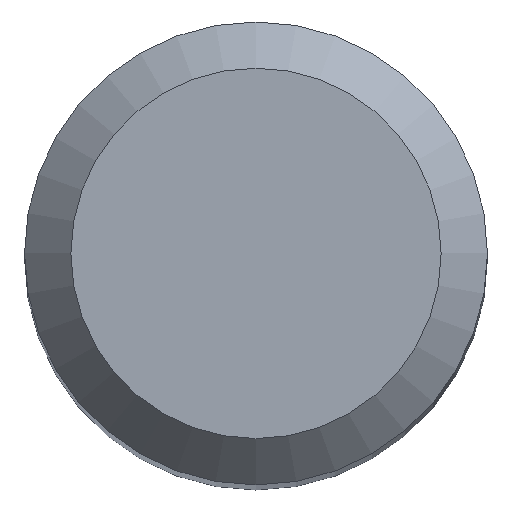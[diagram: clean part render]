
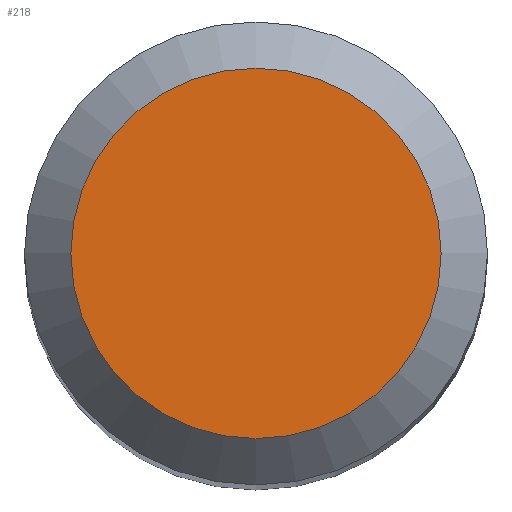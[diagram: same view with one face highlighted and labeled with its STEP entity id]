
A CAD part, top view. The second image highlights one B-rep face of the part: STEP entity #218.
In plain terms, the highlighted planar face has unit normal (0, 0, 1).
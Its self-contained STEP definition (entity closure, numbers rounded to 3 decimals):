
#1 = PLANE ( 'NONE',  #119 ) ;
#16 = CIRCLE ( 'NONE', #213, 3.2 ) ;
#20 = DIRECTION ( 'NONE',  ( 0., 0., -1. ) ) ;
#23 = VERTEX_POINT ( 'NONE', #162 ) ;
#59 = DIRECTION ( 'NONE',  ( 0., 1., 0. ) ) ;
#97 = DIRECTION ( 'NONE',  ( 0., 0., -1. ) ) ;
#99 = FACE_OUTER_BOUND ( 'NONE', #113, .T. ) ;
#112 = EDGE_CURVE ( 'NONE', #23, #23, #16, .T. ) ;
#113 = EDGE_LOOP ( 'NONE', ( #256 ) ) ;
#119 = AXIS2_PLACEMENT_3D ( 'NONE', #135, #20, #59 ) ;
#135 = CARTESIAN_POINT ( 'NONE',  ( 0., 0., 102. ) ) ;
#162 = CARTESIAN_POINT ( 'NONE',  ( 0., 3.2, 102. ) ) ;
#182 = DIRECTION ( 'NONE',  ( 0., 1., 0. ) ) ;
#213 = AXIS2_PLACEMENT_3D ( 'NONE', #221, #97, #182 ) ;
#218 = ADVANCED_FACE ( 'NONE', ( #99 ), #1, .F. ) ;
#221 = CARTESIAN_POINT ( 'NONE',  ( 0., 0., 102. ) ) ;
#256 = ORIENTED_EDGE ( 'NONE', *, *, #112, .F. ) ;
